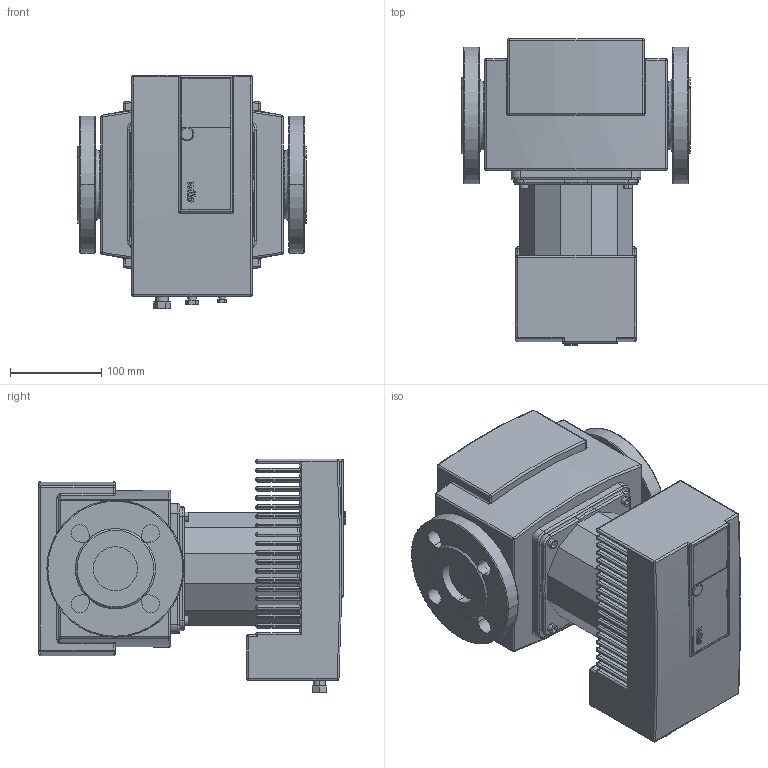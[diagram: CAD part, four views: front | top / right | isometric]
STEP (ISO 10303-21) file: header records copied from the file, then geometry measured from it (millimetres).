
FILE_DESCRIPTION((''),'2;1');
FILE_NAME('3d_Stratos-Z40_1-12-2090473.stp','2015-07-28T14:35:27',(''),(''),'Mechanical Desktop 2009','Mechanical Desktop 2009',', , ');
FILE_SCHEMA(('CONFIG_CONTROL_DESIGN'));
Length unit declared in the file: millimetre
Products named in the file (1): Product
Bounding box: 250 x 336 x 256 mm (x, y, z)
Volume: 10914178.2 mm3; surface area: 810205.8 mm2
Topology: 13 solids, 13 shells, 759 faces, 1867 edges, 1042 vertices
Faces by surface type: cylinder 299, plane 197, bspline 123, sphere 106, torus 34
Entity records: 23730 total; most frequent: CARTESIAN_POINT 6532, DIRECTION 3621, ORIENTED_EDGE 3522, EDGE_CURVE 1761, AXIS2_PLACEMENT_3D 1311, VERTEX_POINT 1042, VECTOR 999, LINE 999
